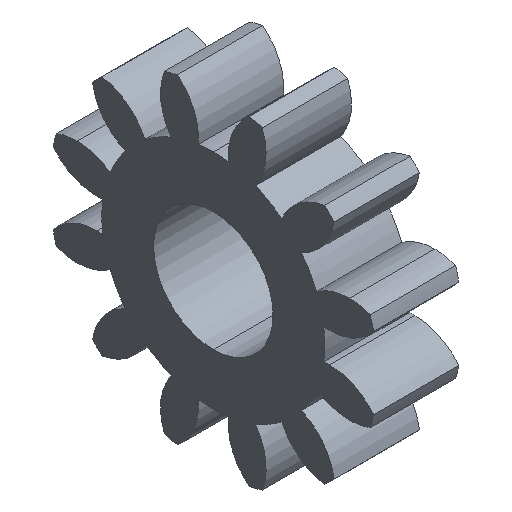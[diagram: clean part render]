
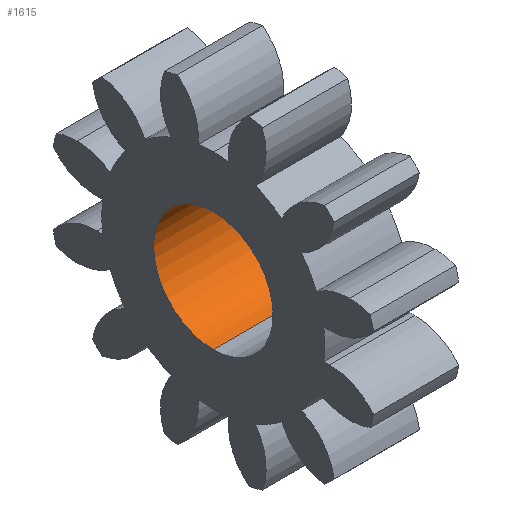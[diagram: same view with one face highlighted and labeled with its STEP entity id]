
A CAD part, isometric view. The second image highlights one B-rep face of the part: STEP entity #1615.
In plain terms, the highlighted cylindrical face has radius 3.5 mm (diameter 7 mm), a partial arc.
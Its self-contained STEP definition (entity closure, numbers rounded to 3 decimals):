
#79 = CARTESIAN_POINT ( 'NONE',  ( 0., 0., -3.5 ) ) ;
#154 = LINE ( 'NONE', #548, #1344 ) ;
#179 = CARTESIAN_POINT ( 'NONE',  ( 50., 0., 3.5 ) ) ;
#256 = DIRECTION ( 'NONE',  ( -1., 0., 0. ) ) ;
#260 = DIRECTION ( 'NONE',  ( -1., 0., 0. ) ) ;
#548 = CARTESIAN_POINT ( 'NONE',  ( 50., 0., -3.5 ) ) ;
#595 = DIRECTION ( 'NONE',  ( -1., 0., 0. ) ) ;
#656 = AXIS2_PLACEMENT_3D ( 'NONE', #1860, #595, #1242 ) ;
#704 = CARTESIAN_POINT ( 'NONE',  ( 5., 0., 0. ) ) ;
#748 = EDGE_CURVE ( 'NONE', #1980, #780, #154, .T. ) ;
#763 = ORIENTED_EDGE ( 'NONE', *, *, #1018, .T. ) ;
#780 = VERTEX_POINT ( 'NONE', #79 ) ;
#796 = EDGE_CURVE ( 'NONE', #1980, #1414, #1261, .T. ) ;
#925 = LINE ( 'NONE', #179, #1721 ) ;
#1018 = EDGE_CURVE ( 'NONE', #1987, #780, #1237, .T. ) ;
#1135 = FACE_OUTER_BOUND ( 'NONE', #1464, .T. ) ;
#1136 = ORIENTED_EDGE ( 'NONE', *, *, #1199, .T. ) ;
#1199 = EDGE_CURVE ( 'NONE', #1414, #1987, #925, .T. ) ;
#1237 = CIRCLE ( 'NONE', #656, 3.5 ) ;
#1242 = DIRECTION ( 'NONE',  ( 0., 0., -1. ) ) ;
#1261 = CIRCLE ( 'NONE', #2013, 3.5 ) ;
#1287 = ORIENTED_EDGE ( 'NONE', *, *, #748, .F. ) ;
#1344 = VECTOR ( 'NONE', #256, 1000. ) ;
#1414 = VERTEX_POINT ( 'NONE', #1691 ) ;
#1421 = DIRECTION ( 'NONE',  ( -1., 0., 0. ) ) ;
#1464 = EDGE_LOOP ( 'NONE', ( #1287, #1771, #1136, #763 ) ) ;
#1510 = CARTESIAN_POINT ( 'NONE',  ( 0., 0., 3.5 ) ) ;
#1583 = AXIS2_PLACEMENT_3D ( 'NONE', #1882, #1421, #1734 ) ;
#1615 = ADVANCED_FACE ( 'NONE', ( #1135 ), #1933, .F. ) ;
#1653 = CARTESIAN_POINT ( 'NONE',  ( 5., 0., -3.5 ) ) ;
#1691 = CARTESIAN_POINT ( 'NONE',  ( 5., 0., 3.5 ) ) ;
#1721 = VECTOR ( 'NONE', #260, 1000. ) ;
#1734 = DIRECTION ( 'NONE',  ( 0., 0., 1. ) ) ;
#1771 = ORIENTED_EDGE ( 'NONE', *, *, #796, .T. ) ;
#1784 = DIRECTION ( 'NONE',  ( 0., 0., 1. ) ) ;
#1797 = DIRECTION ( 'NONE',  ( 1., 0., 0. ) ) ;
#1860 = CARTESIAN_POINT ( 'NONE',  ( 0., 0., 0. ) ) ;
#1882 = CARTESIAN_POINT ( 'NONE',  ( 50., 0., 0. ) ) ;
#1933 = CYLINDRICAL_SURFACE ( 'NONE', #1583, 3.5 ) ;
#1980 = VERTEX_POINT ( 'NONE', #1653 ) ;
#1987 = VERTEX_POINT ( 'NONE', #1510 ) ;
#2013 = AXIS2_PLACEMENT_3D ( 'NONE', #704, #1797, #1784 ) ;
